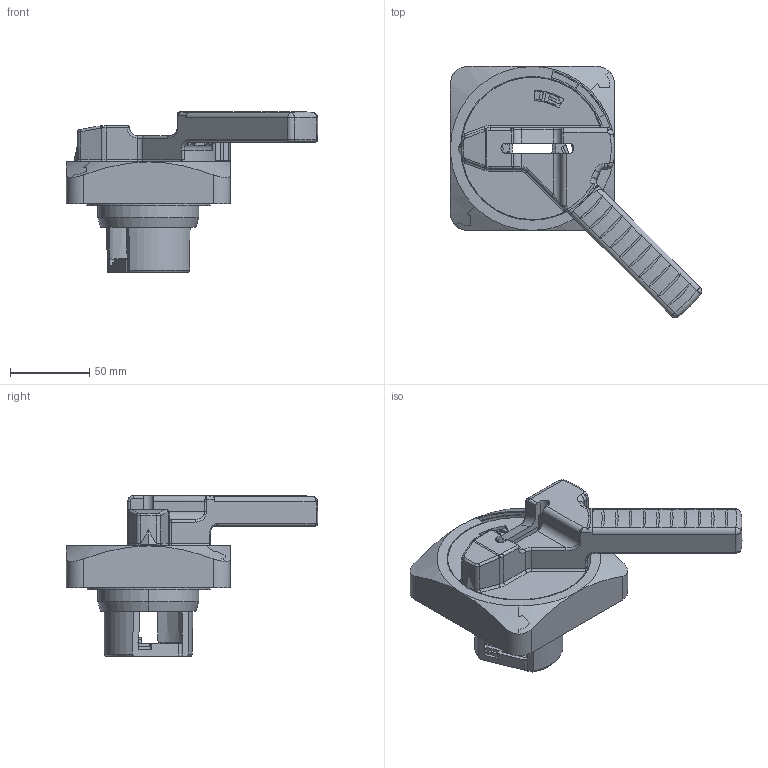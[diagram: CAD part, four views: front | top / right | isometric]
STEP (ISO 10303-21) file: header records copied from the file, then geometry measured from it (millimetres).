
FILE_DESCRIPTION((''),'2;1');
FILE_NAME('194R-HM1E-N3','2009-07-07T',('EByaliy'),('Rockwell Automation'),'PRO/ENGINEER BY PARAMETRIC TECHNOLOGY CORPORATION, 2005110','PRO/ENGINEER BY PARAMETRIC TECHNOLOGY CORPORATION, 2005110','');
FILE_SCHEMA(('AUTOMOTIVE_DESIGN { 1 2 10303 214 0 1 1 1 }'));
Length unit declared in the file: inch
Products named in the file (1): 194R-HM1E-N3
Bounding box: 158.39 x 158.39 x 101.02 mm (x, y, z)
Surface area: 146578.2 mm2 (no closed solid volume)
Topology: 0 solids, 4 shells, 942 faces, 2660 edges, 1751 vertices
Faces by surface type: plane 510, cylinder 316, cone 46, torus 41, bspline 22, sphere 5, revolution 2
Entity records: 41237 total; most frequent: CARTESIAN_POINT 8102, ORIENTED_EDGE 5316, DIRECTION 4993, PRESENTATION_STYLE_ASSIGNMENT 2706, STYLED_ITEM 2662, CURVE_STYLE 2658, EDGE_CURVE 2658, VERTEX_POINT 1751
